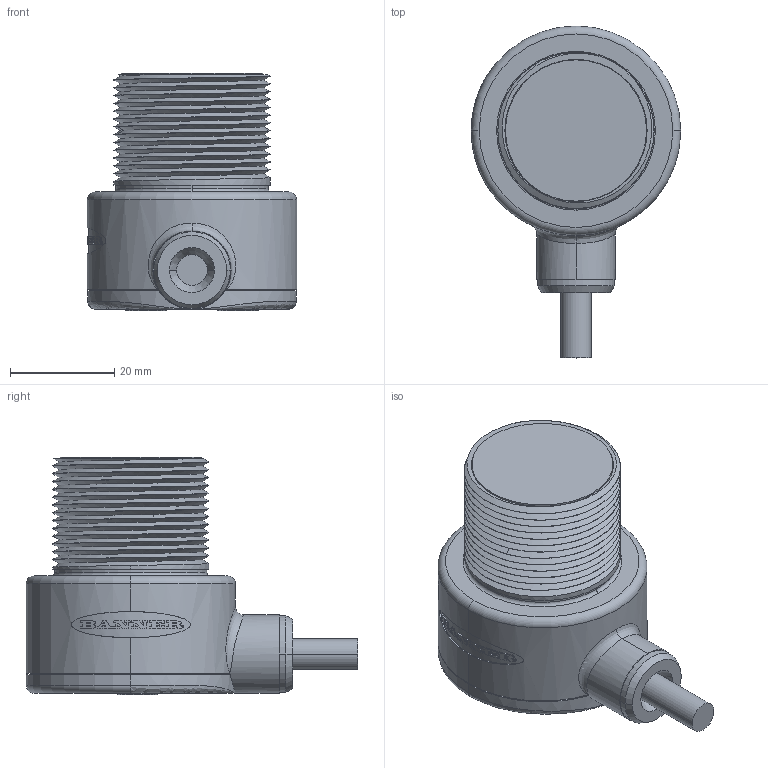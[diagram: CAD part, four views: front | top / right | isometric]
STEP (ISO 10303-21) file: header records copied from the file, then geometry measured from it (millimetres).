
FILE_DESCRIPTION((''),'2;1');
FILE_NAME('156724_SW','2011-05-25T',('banengservice'),('BANNER ENGINEERING'),'PRO/ENGINEER BY PARAMETRIC TECHNOLOGY CORPORATION, 2009141','PRO/ENGINEER BY PARAMETRIC TECHNOLOGY CORPORATION, 2009141','');
FILE_SCHEMA(('CONFIG_CONTROL_DESIGN'));
Length unit declared in the file: inch
Products named in the file (1): 156724_SW
Bounding box: 40.18 x 63.68 x 45.5 mm (x, y, z)
Volume: 13544.2 mm3; surface area: 22511.2 mm2
Topology: 1 solids, 1 shells, 556 faces, 1449 edges, 944 vertices
Faces by surface type: cylinder 284, plane 206, torus 25, bspline 21, cone 15, sphere 3, extrusion 2
Entity records: 24903 total; most frequent: CARTESIAN_POINT 11771, ORIENTED_EDGE 2890, DIRECTION 2484, EDGE_CURVE 1445, VERTEX_POINT 944, AXIS2_PLACEMENT_3D 937, EDGE_LOOP 613, VECTOR 610
